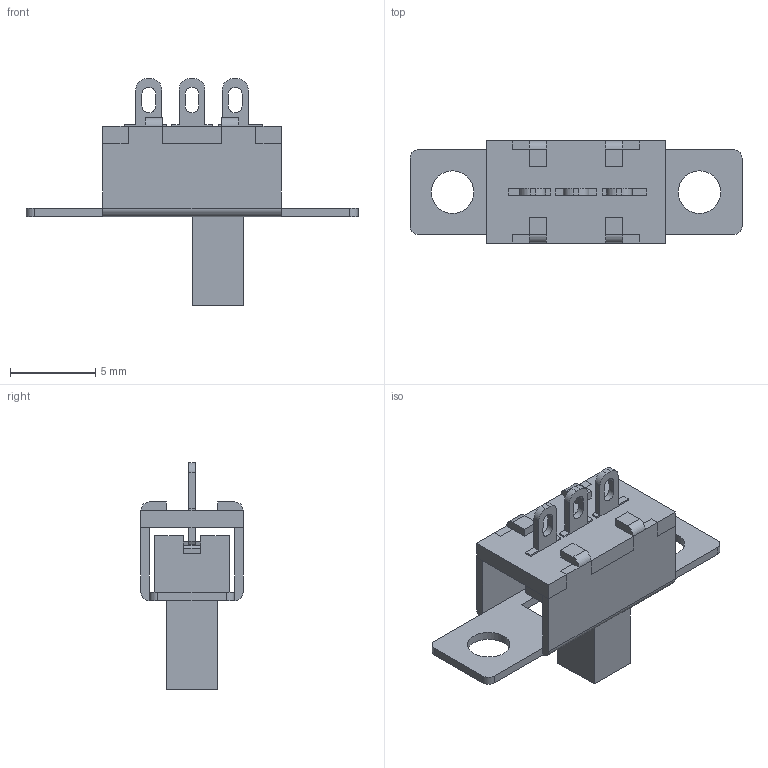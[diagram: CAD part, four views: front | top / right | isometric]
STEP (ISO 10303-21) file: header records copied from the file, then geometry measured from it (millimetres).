
FILE_DESCRIPTION(/* description */ (''),/* implementation_level */ '2;1');
FILE_NAME(/* name */ 'Mini Slide Switch.step',/* time_stamp */ '2024-11-26T11:56:51+02:00',/* author */ (''),/* organization */ (''),/* preprocessor_version */ 'ST-DEVELOPER v20',/* originating_system */ 'Autodesk Translation Framework v13.20.0.188',/* authorisation */ '');
FILE_SCHEMA (('AUTOMOTIVE_DESIGN { 1 0 10303 214 3 1 1 }'));
Length unit declared in the file: millimetre
Products named in the file (1): Mini Slide Switch
Bounding box: 19.5 x 6 x 13.3 mm (x, y, z)
Volume: 259.6 mm3; surface area: 941.5 mm2
Topology: 8 solids, 8 shells, 200 faces, 532 edges, 349 vertices
Faces by surface type: plane 171, cylinder 28, bspline 1
Full cylindrical faces by diameter (mm): 2.2 x1, 2.5 x2
Entity records: 6876 total; most frequent: CARTESIAN_POINT 1767, ORIENTED_EDGE 1064, DIRECTION 992, EDGE_CURVE 532, LINE 468, VECTOR 468, VERTEX_POINT 349, AXIS2_PLACEMENT_3D 262
